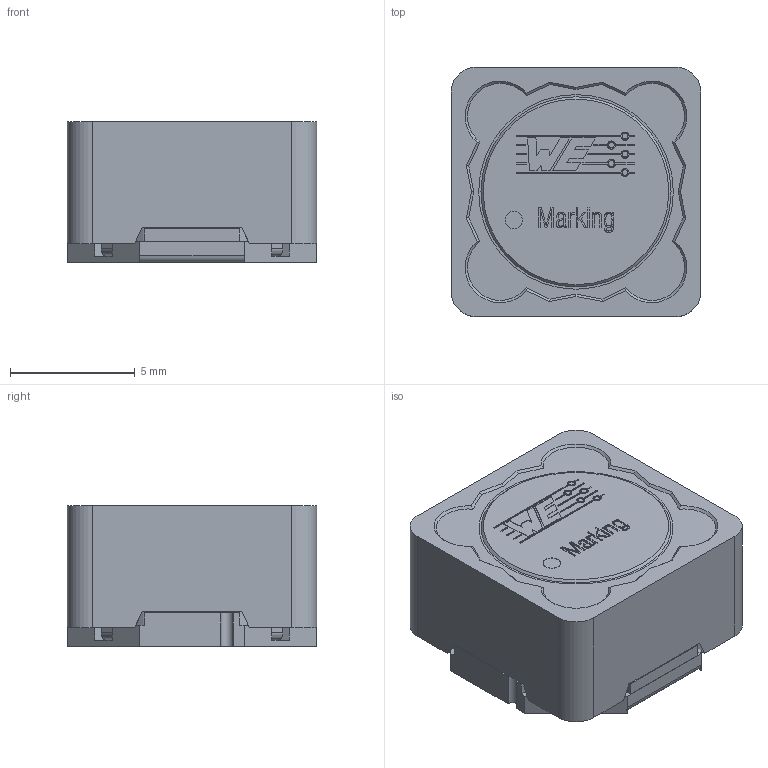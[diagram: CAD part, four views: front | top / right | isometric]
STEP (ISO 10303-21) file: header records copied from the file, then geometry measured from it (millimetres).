
FILE_DESCRIPTION( ( 'Unknown' ), '1' );
FILE_NAME( '7687714xxx.stp', 'Unknown', ( 'Unknown' ), ( 'Unknown' ), 'PSStep 16.0.42', 'Unknown', ' ' );
FILE_SCHEMA( ( 'AUTOMOTIVE_DESIGN { 1 0 10303 214 1 1 1 1 }' ) );
Length unit declared in the file: millimetre
Products named in the file (6): Assem1; Base; SolderPad; Glue; Core; Ferrite Shield
Assembly tree (6 placements, depth 2):
  Assem1
    Base
    SolderPad  x2
    Glue
    Core
    Ferrite Shield
Bounding box: 10 x 10 x 5.65 mm (x, y, z)
Volume: 410.1 mm3; surface area: 1169.1 mm2
Topology: 6 solids, 6 shells, 441 faces, 1168 edges, 758 vertices
Faces by surface type: plane 358, cylinder 48, extrusion 27, cone 6, torus 2
Full cylindrical faces by diameter (mm): 0.7 x1, 4.4 x1, 7.8 x2, 8 x1
Entity records: 16385 total; most frequent: CARTESIAN_POINT 3305, ORIENTED_EDGE 2130, DIRECTION 1742, EDGE_CURVE 1065, VECTOR 740, LINE 713, VERTEX_POINT 700, AXIS2_PLACEMENT_3D 501
